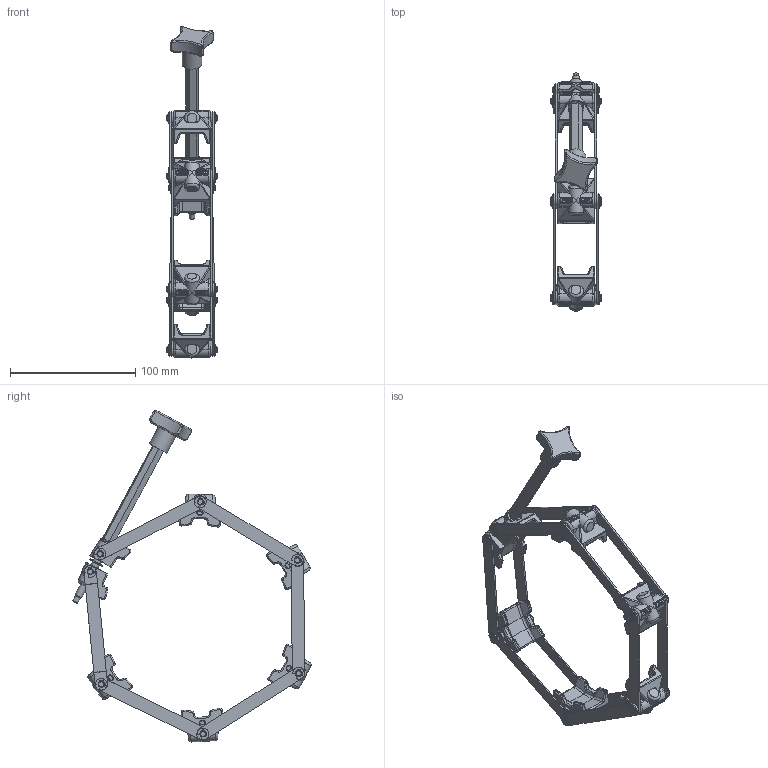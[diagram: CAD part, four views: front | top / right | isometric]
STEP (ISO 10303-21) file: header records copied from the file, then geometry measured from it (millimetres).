
FILE_DESCRIPTION(/* description */ (''),/* implementation_level */ '2;1');
FILE_NAME(/* name */ '30.125094.200.000',/* time_stamp */ '2019-09-02T16:08:14+02:00',/* author */ ('Murat Coskun Bicak'),/* organization */ ('Evac AG'),/* preprocessor_version */ 'ST-DEVELOPER v16.7',/* originating_system */ 'DEX',/* authorisation */ $);
FILE_SCHEMA (('AUTOMOTIVE_DESIGN {1 0 10303 214 3 1 1}'));
Length unit declared in the file: millimetre
Products named in the file (15): 30.125094.200.000; 03.260.001-RYTON; 03.039.090.5-IX; 03.050.004-IX; 03.039.090.5-IX-Anordnung1; 03.260.002-RYTON; 03.260.003-RYTON; 00.5206.00-MS; 00.1204.00-A4; 03.065.000-IX; 00.1106.00-IX; 03.073.000-IX; 00.1205.00-A4; 99.0076.06
Assembly tree (48 placements, depth 3):
  30.125094.200.000
    03.260.001-RYTON  x5
    03.039.090.5-IX  x10
    03.050.004-IX  x5
    03.039.090.5-IX-Anordnung1  x2
    03.260.002-RYTON
    03.260.003-RYTON
      03.260.003-RYTON
      00.5206.00-MS
    00.1204.00-A4  x14
    03.065.000-IX  x4
    00.1106.00-IX
    03.073.000-IX
    00.1205.00-A4
    99.0076.06
Bounding box: 40 x 190.7 x 265.58 mm (x, y, z)
Volume: 115466.7 mm3; surface area: 72925.6 mm2
Topology: 47 solids, 47 shells, 3125 faces, 7948 edges, 5155 vertices
Faces by surface type: plane 1787, cylinder 940, bspline 176, torus 124, sphere 72, cone 26
Full cylindrical faces by diameter (mm): 4 x14, 4.4 x1, 4.8 x4, 4.9 x3, 5 x53, 6 x3, 6.1 x2, 6.4 x1, 7 x1, 8 x2, 12 x1, 16 x1
Entity records: 36992 total; most frequent: CARTESIAN_POINT 10240, ORIENTED_EDGE 5428, DIRECTION 5271, EDGE_CURVE 2714, AXIS2_PLACEMENT_3D 1907, VERTEX_POINT 1787, LINE 1457, VECTOR 1457
